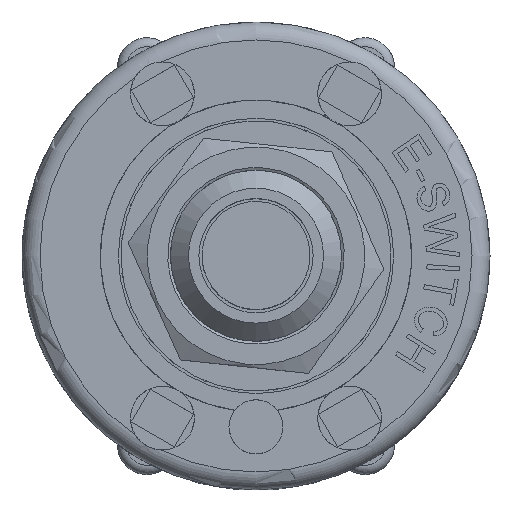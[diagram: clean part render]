
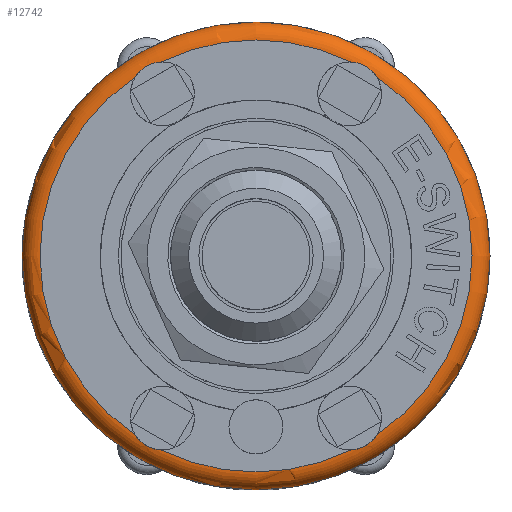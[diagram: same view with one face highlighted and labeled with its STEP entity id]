
A CAD part, top view. The second image highlights one B-rep face of the part: STEP entity #12742.
In plain terms, the highlighted toroidal (fillet/blend) face has major radius 12 mm and minor radius 1 mm.
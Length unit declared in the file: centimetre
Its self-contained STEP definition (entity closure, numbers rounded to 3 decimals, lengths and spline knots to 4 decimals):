
#26=TOROIDAL_SURFACE('',#13378,1.2,0.1);
#656=B_SPLINE_CURVE_WITH_KNOTS('',3,(#22046,#22047,#22048,#22049,#22050,
#22051,#22052,#22053,#22054,#22055,#22056,#22057),.UNSPECIFIED.,.F.,.F.,
(4,2,2,2,2,4),(-0.2692,-0.2446,-0.216,
-0.1921,-0.1645,-0.1357),.UNSPECIFIED.);
#657=B_SPLINE_CURVE_WITH_KNOTS('',3,(#22069,#22070,#22071,#22072,#22073,
#22074,#22075,#22076,#22077,#22078,#22079,#22080),.UNSPECIFIED.,.F.,.F.,
(4,2,2,2,2,4),(-0.2692,-0.2446,-0.216,
-0.1921,-0.1645,-0.1357),.UNSPECIFIED.);
#658=B_SPLINE_CURVE_WITH_KNOTS('',3,(#22097,#22098,#22099,#22100,#22101,
#22102,#22103,#22104,#22105,#22106,#22107,#22108),.UNSPECIFIED.,.F.,.F.,
(4,2,2,2,2,4),(-0.2692,-0.2446,-0.216,
-0.1921,-0.1645,-0.1357),.UNSPECIFIED.);
#659=B_SPLINE_CURVE_WITH_KNOTS('',3,(#22130,#22131,#22132,#22133,#22134,
#22135,#22136,#22137,#22138,#22139,#22140,#22141),.UNSPECIFIED.,.F.,.F.,
(4,2,2,2,2,4),(-0.2692,-0.2446,-0.216,
-0.1921,-0.1645,-0.1357),.UNSPECIFIED.);
#1754=FACE_OUTER_BOUND('',#2514,.T.);
#2514=EDGE_LOOP('',(#11737,#11738,#11739,#11740,#11741,#11742,#11743,#11744,
#11745,#11746,#11747,#11748));
#5318=CIRCLE('',#13331,1.3);
#5345=CIRCLE('',#13379,0.1);
#5346=CIRCLE('',#13380,1.2);
#5347=CIRCLE('',#13381,1.2);
#5348=CIRCLE('',#13382,1.2);
#5349=CIRCLE('',#13383,1.2);
#5350=CIRCLE('',#13384,1.2);
#6515=VERTEX_POINT('',#22008);
#6523=VERTEX_POINT('',#22044);
#6524=VERTEX_POINT('',#22045);
#6527=VERTEX_POINT('',#22067);
#6528=VERTEX_POINT('',#22068);
#6533=VERTEX_POINT('',#22095);
#6534=VERTEX_POINT('',#22096);
#6541=VERTEX_POINT('',#22128);
#6542=VERTEX_POINT('',#22129);
#6545=VERTEX_POINT('',#22151);
#8291=EDGE_CURVE('',#6515,#6515,#5318,.T.);
#8309=EDGE_CURVE('',#6523,#6524,#656,.T.);
#8315=EDGE_CURVE('',#6527,#6528,#657,.T.);
#8323=EDGE_CURVE('',#6533,#6534,#658,.T.);
#8333=EDGE_CURVE('',#6541,#6542,#659,.T.);
#8339=EDGE_CURVE('',#6515,#6545,#5345,.T.);
#8340=EDGE_CURVE('',#6545,#6533,#5346,.T.);
#8341=EDGE_CURVE('',#6534,#6527,#5347,.T.);
#8342=EDGE_CURVE('',#6528,#6523,#5348,.T.);
#8343=EDGE_CURVE('',#6524,#6541,#5349,.T.);
#8344=EDGE_CURVE('',#6542,#6545,#5350,.T.);
#11737=ORIENTED_EDGE('',*,*,#8291,.T.);
#11738=ORIENTED_EDGE('',*,*,#8339,.T.);
#11739=ORIENTED_EDGE('',*,*,#8340,.T.);
#11740=ORIENTED_EDGE('',*,*,#8323,.T.);
#11741=ORIENTED_EDGE('',*,*,#8341,.T.);
#11742=ORIENTED_EDGE('',*,*,#8315,.T.);
#11743=ORIENTED_EDGE('',*,*,#8342,.T.);
#11744=ORIENTED_EDGE('',*,*,#8309,.T.);
#11745=ORIENTED_EDGE('',*,*,#8343,.T.);
#11746=ORIENTED_EDGE('',*,*,#8333,.T.);
#11747=ORIENTED_EDGE('',*,*,#8344,.T.);
#11748=ORIENTED_EDGE('',*,*,#8339,.F.);
#12742=ADVANCED_FACE('',(#1754),#26,.T.);
#13331=AXIS2_PLACEMENT_3D('',#22009,#15795,#15796);
#13378=AXIS2_PLACEMENT_3D('',#22150,#15906,#15907);
#13379=AXIS2_PLACEMENT_3D('',#22152,#15908,#15909);
#13380=AXIS2_PLACEMENT_3D('',#22153,#15910,#15911);
#13381=AXIS2_PLACEMENT_3D('',#22154,#15912,#15913);
#13382=AXIS2_PLACEMENT_3D('',#22155,#15914,#15915);
#13383=AXIS2_PLACEMENT_3D('',#22156,#15916,#15917);
#13384=AXIS2_PLACEMENT_3D('',#22157,#15918,#15919);
#15795=DIRECTION('center_axis',(0.,0.,1.));
#15796=DIRECTION('ref_axis',(-1.,0.,0.));
#15906=DIRECTION('center_axis',(0.,0.,-1.));
#15907=DIRECTION('ref_axis',(-1.,0.,0.));
#15908=DIRECTION('center_axis',(0.,-1.,0.));
#15909=DIRECTION('ref_axis',(1.,0.,0.));
#15910=DIRECTION('center_axis',(0.,0.,-1.));
#15911=DIRECTION('ref_axis',(-1.,0.,0.));
#15912=DIRECTION('center_axis',(0.,0.,-1.));
#15913=DIRECTION('ref_axis',(-1.,0.,0.));
#15914=DIRECTION('center_axis',(0.,0.,-1.));
#15915=DIRECTION('ref_axis',(-1.,0.,0.));
#15916=DIRECTION('center_axis',(0.,0.,-1.));
#15917=DIRECTION('ref_axis',(-1.,0.,0.));
#15918=DIRECTION('center_axis',(0.,0.,-1.));
#15919=DIRECTION('ref_axis',(-1.,0.,0.));
#22008=CARTESIAN_POINT('',(1.3,0.,0.95));
#22009=CARTESIAN_POINT('Origin',(0.,0.,0.95));
#22044=CARTESIAN_POINT('',(-0.67,0.9955,1.05));
#22045=CARTESIAN_POINT('',(-0.5271,1.078,1.05));
#22046=CARTESIAN_POINT('Ctrl Pts',(-0.67,0.9955,
1.05));
#22047=CARTESIAN_POINT('Ctrl Pts',(-0.6646,1.0041,
1.05));
#22048=CARTESIAN_POINT('Ctrl Pts',(-0.6583,1.0124,
1.0498));
#22049=CARTESIAN_POINT('Ctrl Pts',(-0.6428,1.0294,
1.0491));
#22050=CARTESIAN_POINT('Ctrl Pts',(-0.6335,1.0377,
1.0488));
#22051=CARTESIAN_POINT('Ctrl Pts',(-0.615,1.051,1.0484));
#22052=CARTESIAN_POINT('Ctrl Pts',(-0.6061,1.0563,
1.0484));
#22053=CARTESIAN_POINT('Ctrl Pts',(-0.5859,1.0659,1.0487));
#22054=CARTESIAN_POINT('Ctrl Pts',(-0.5747,1.07,1.049));
#22055=CARTESIAN_POINT('Ctrl Pts',(-0.551,1.0759,1.0497));
#22056=CARTESIAN_POINT('Ctrl Pts',(-0.539,1.0775,
1.05));
#22057=CARTESIAN_POINT('Ctrl Pts',(-0.5271,1.078,
1.05));
#22067=CARTESIAN_POINT('',(-0.5271,-1.078,1.05));
#22068=CARTESIAN_POINT('',(-0.67,-0.9955,1.05));
#22069=CARTESIAN_POINT('Ctrl Pts',(-0.5271,-1.078,
1.05));
#22070=CARTESIAN_POINT('Ctrl Pts',(-0.5373,-1.0776,
1.05));
#22071=CARTESIAN_POINT('Ctrl Pts',(-0.5476,-1.0763,
1.0498));
#22072=CARTESIAN_POINT('Ctrl Pts',(-0.5701,-1.0714,1.0491));
#22073=CARTESIAN_POINT('Ctrl Pts',(-0.5819,-1.0675,
1.0488));
#22074=CARTESIAN_POINT('Ctrl Pts',(-0.6027,-1.0581,
1.0484));
#22075=CARTESIAN_POINT('Ctrl Pts',(-0.6117,-1.053,
1.0484));
#22076=CARTESIAN_POINT('Ctrl Pts',(-0.6301,-1.0404,
1.0487));
#22077=CARTESIAN_POINT('Ctrl Pts',(-0.6393,-1.0327,
1.049));
#22078=CARTESIAN_POINT('Ctrl Pts',(-0.6562,-1.0151,
1.0497));
#22079=CARTESIAN_POINT('Ctrl Pts',(-0.6637,-1.0055,
1.05));
#22080=CARTESIAN_POINT('Ctrl Pts',(-0.67,-0.9955,
1.05));
#22095=CARTESIAN_POINT('',(0.67,-0.9955,1.05));
#22096=CARTESIAN_POINT('',(0.5271,-1.078,1.05));
#22097=CARTESIAN_POINT('Ctrl Pts',(0.67,-0.9955,
1.05));
#22098=CARTESIAN_POINT('Ctrl Pts',(0.6646,-1.0041,
1.05));
#22099=CARTESIAN_POINT('Ctrl Pts',(0.6583,-1.0124,
1.0498));
#22100=CARTESIAN_POINT('Ctrl Pts',(0.6428,-1.0294,
1.0491));
#22101=CARTESIAN_POINT('Ctrl Pts',(0.6335,-1.0377,
1.0488));
#22102=CARTESIAN_POINT('Ctrl Pts',(0.615,-1.051,
1.0484));
#22103=CARTESIAN_POINT('Ctrl Pts',(0.6061,-1.0563,
1.0484));
#22104=CARTESIAN_POINT('Ctrl Pts',(0.5859,-1.0659,1.0487));
#22105=CARTESIAN_POINT('Ctrl Pts',(0.5747,-1.07,1.049));
#22106=CARTESIAN_POINT('Ctrl Pts',(0.551,-1.0759,
1.0497));
#22107=CARTESIAN_POINT('Ctrl Pts',(0.539,-1.0775,
1.05));
#22108=CARTESIAN_POINT('Ctrl Pts',(0.5271,-1.078,
1.05));
#22128=CARTESIAN_POINT('',(0.5271,1.078,1.05));
#22129=CARTESIAN_POINT('',(0.67,0.9955,1.05));
#22130=CARTESIAN_POINT('Ctrl Pts',(0.5271,1.078,1.05));
#22131=CARTESIAN_POINT('Ctrl Pts',(0.5373,1.0776,1.05));
#22132=CARTESIAN_POINT('Ctrl Pts',(0.5476,1.0763,1.0498));
#22133=CARTESIAN_POINT('Ctrl Pts',(0.5701,1.0714,1.0491));
#22134=CARTESIAN_POINT('Ctrl Pts',(0.5819,1.0675,1.0488));
#22135=CARTESIAN_POINT('Ctrl Pts',(0.6027,1.0581,1.0484));
#22136=CARTESIAN_POINT('Ctrl Pts',(0.6117,1.053,1.0484));
#22137=CARTESIAN_POINT('Ctrl Pts',(0.6301,1.0404,1.0487));
#22138=CARTESIAN_POINT('Ctrl Pts',(0.6393,1.0327,1.049));
#22139=CARTESIAN_POINT('Ctrl Pts',(0.6562,1.0151,1.0497));
#22140=CARTESIAN_POINT('Ctrl Pts',(0.6637,1.0055,1.05));
#22141=CARTESIAN_POINT('Ctrl Pts',(0.67,0.9955,
1.05));
#22150=CARTESIAN_POINT('Origin',(0.,0.,0.95));
#22151=CARTESIAN_POINT('',(1.2,0.,1.05));
#22152=CARTESIAN_POINT('Origin',(1.2,0.,0.95));
#22153=CARTESIAN_POINT('Origin',(0.,0.,1.05));
#22154=CARTESIAN_POINT('Origin',(0.,0.,1.05));
#22155=CARTESIAN_POINT('Origin',(0.,0.,1.05));
#22156=CARTESIAN_POINT('Origin',(0.,0.,1.05));
#22157=CARTESIAN_POINT('Origin',(0.,0.,1.05));
